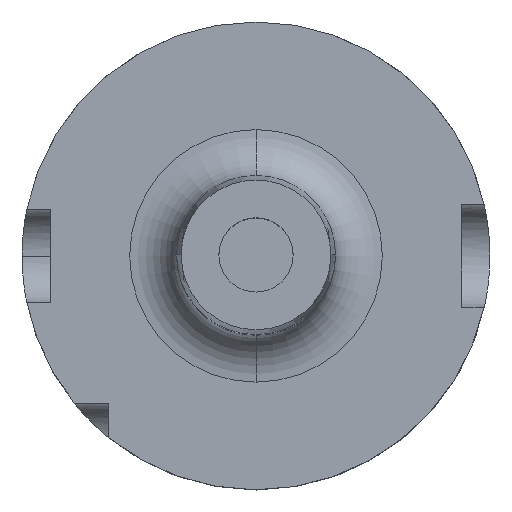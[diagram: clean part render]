
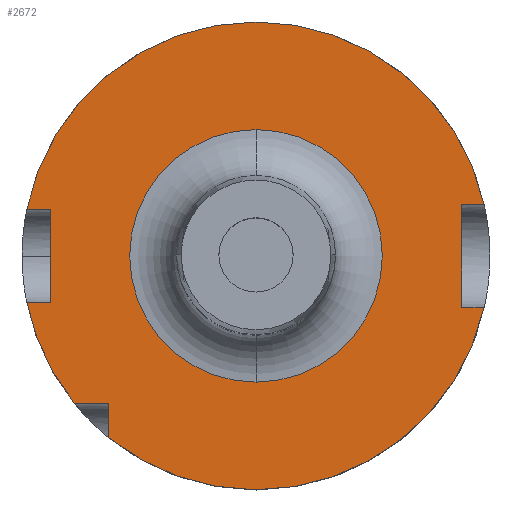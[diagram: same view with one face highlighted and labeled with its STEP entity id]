
A CAD part, top view. The second image highlights one B-rep face of the part: STEP entity #2672.
In plain terms, the highlighted planar face has unit normal (0, 0, 1).
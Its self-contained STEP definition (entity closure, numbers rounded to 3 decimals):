
#31 = CARTESIAN_POINT ( 'NONE',  ( 0., 0., 29. ) ) ;
#50 = CARTESIAN_POINT ( 'NONE',  ( 44., -11., 29. ) ) ;
#60 = DIRECTION ( 'NONE',  ( 0., 0., -1. ) ) ;
#84 = DIRECTION ( 'NONE',  ( 0., 0., -1. ) ) ;
#95 = VECTOR ( 'NONE', #1112, 1000. ) ;
#100 = EDGE_CURVE ( 'NONE', #2518, #356, #1245, .T. ) ;
#102 = DIRECTION ( 'NONE',  ( 1., 0., 0. ) ) ;
#115 = DIRECTION ( 'NONE',  ( 0., 0., -1. ) ) ;
#156 = VERTEX_POINT ( 'NONE', #1393 ) ;
#161 = VECTOR ( 'NONE', #102, 1000. ) ;
#233 = PLANE ( 'NONE',  #2315 ) ;
#245 = VERTEX_POINT ( 'NONE', #50 ) ;
#259 = DIRECTION ( 'NONE',  ( 0., -1., 0. ) ) ;
#273 = EDGE_CURVE ( 'NONE', #285, #245, #414, .T. ) ;
#285 = VERTEX_POINT ( 'NONE', #771 ) ;
#293 = EDGE_CURVE ( 'NONE', #323, #2369, #2626, .T. ) ;
#323 = VERTEX_POINT ( 'NONE', #538 ) ;
#343 = AXIS2_PLACEMENT_3D ( 'NONE', #1953, #655, #2157 ) ;
#345 = DIRECTION ( 'NONE',  ( 0., -1., 0. ) ) ;
#356 = VERTEX_POINT ( 'NONE', #2294 ) ;
#366 = DIRECTION ( 'NONE',  ( 0., 1., 0. ) ) ;
#414 = LINE ( 'NONE', #1846, #2565 ) ;
#444 = CARTESIAN_POINT ( 'NONE',  ( 0., -11., 29. ) ) ;
#453 = DIRECTION ( 'NONE',  ( 0., -1., 0. ) ) ;
#496 = CARTESIAN_POINT ( 'NONE',  ( 0., 0., 29. ) ) ;
#503 = ORIENTED_EDGE ( 'NONE', *, *, #1064, .F. ) ;
#536 = CIRCLE ( 'NONE', #2037, 50. ) ;
#538 = CARTESIAN_POINT ( 'NONE',  ( -44., 10., 29. ) ) ;
#546 = VECTOR ( 'NONE', #1723, 1000. ) ;
#597 = EDGE_LOOP ( 'NONE', ( #1921, #503, #1320, #1460, #1665, #2364, #1360, #1255, #1055, #1835, #1131, #599 ) ) ;
#599 = ORIENTED_EDGE ( 'NONE', *, *, #2038, .F. ) ;
#601 = CARTESIAN_POINT ( 'NONE',  ( -38.83, -31.5, 29. ) ) ;
#652 = EDGE_CURVE ( 'NONE', #1294, #1476, #2085, .T. ) ;
#655 = DIRECTION ( 'NONE',  ( 0., 0., -1. ) ) ;
#661 = VERTEX_POINT ( 'NONE', #601 ) ;
#670 = LINE ( 'NONE', #2186, #95 ) ;
#760 = CARTESIAN_POINT ( 'NONE',  ( -44., -10., 29. ) ) ;
#768 = VECTOR ( 'NONE', #366, 1000. ) ;
#771 = CARTESIAN_POINT ( 'NONE',  ( 44., 11., 29. ) ) ;
#792 = EDGE_CURVE ( 'NONE', #323, #2518, #670, .T. ) ;
#846 = AXIS2_PLACEMENT_3D ( 'NONE', #31, #1544, #259 ) ;
#850 = CARTESIAN_POINT ( 'NONE',  ( 0., -31.5, 29. ) ) ;
#875 = CARTESIAN_POINT ( 'NONE',  ( -31.5, -38.83, 29. ) ) ;
#878 = EDGE_CURVE ( 'NONE', #982, #1288, #536, .T. ) ;
#880 = CARTESIAN_POINT ( 'NONE',  ( 0., 27., 29. ) ) ;
#903 = CARTESIAN_POINT ( 'NONE',  ( 0., -27., 29. ) ) ;
#982 = VERTEX_POINT ( 'NONE', #2686 ) ;
#1055 = ORIENTED_EDGE ( 'NONE', *, *, #792, .F. ) ;
#1062 = DIRECTION ( 'NONE',  ( -1., 0., 0. ) ) ;
#1064 = EDGE_CURVE ( 'NONE', #1288, #2812, #1931, .T. ) ;
#1070 = CIRCLE ( 'NONE', #1135, 50. ) ;
#1071 = CIRCLE ( 'NONE', #343, 27. ) ;
#1100 = ORIENTED_EDGE ( 'NONE', *, *, #1210, .T. ) ;
#1112 = DIRECTION ( 'NONE',  ( -1., 0., 0. ) ) ;
#1131 = ORIENTED_EDGE ( 'NONE', *, *, #1585, .F. ) ;
#1135 = AXIS2_PLACEMENT_3D ( 'NONE', #1409, #115, #1624 ) ;
#1210 = EDGE_CURVE ( 'NONE', #1476, #1294, #1071, .T. ) ;
#1245 = CIRCLE ( 'NONE', #2101, 50. ) ;
#1254 = CARTESIAN_POINT ( 'NONE',  ( -44., -10., 29. ) ) ;
#1255 = ORIENTED_EDGE ( 'NONE', *, *, #100, .F. ) ;
#1274 = CIRCLE ( 'NONE', #2788, 50. ) ;
#1288 = VERTEX_POINT ( 'NONE', #875 ) ;
#1294 = VERTEX_POINT ( 'NONE', #880 ) ;
#1320 = ORIENTED_EDGE ( 'NONE', *, *, #878, .F. ) ;
#1349 = CARTESIAN_POINT ( 'NONE',  ( 0., 0., 29. ) ) ;
#1360 = ORIENTED_EDGE ( 'NONE', *, *, #1991, .F. ) ;
#1381 = CARTESIAN_POINT ( 'NONE',  ( 0., 0., 29. ) ) ;
#1393 = CARTESIAN_POINT ( 'NONE',  ( 48.775, 11., 29. ) ) ;
#1395 = CARTESIAN_POINT ( 'NONE',  ( 0., -10., 29. ) ) ;
#1409 = CARTESIAN_POINT ( 'NONE',  ( 0., 0., 29. ) ) ;
#1414 = DIRECTION ( 'NONE',  ( 0., -1., 0. ) ) ;
#1460 = ORIENTED_EDGE ( 'NONE', *, *, #2660, .T. ) ;
#1476 = VERTEX_POINT ( 'NONE', #903 ) ;
#1544 = DIRECTION ( 'NONE',  ( 0., 0., -1. ) ) ;
#1565 = DIRECTION ( 'NONE',  ( 0., 1., 0. ) ) ;
#1585 = EDGE_CURVE ( 'NONE', #1622, #2369, #1895, .T. ) ;
#1588 = DIRECTION ( 'NONE',  ( 0., 0., -1. ) ) ;
#1599 = DIRECTION ( 'NONE',  ( 0., 1., 0. ) ) ;
#1611 = CARTESIAN_POINT ( 'NONE',  ( -48.99, -10., 29. ) ) ;
#1622 = VERTEX_POINT ( 'NONE', #1611 ) ;
#1624 = DIRECTION ( 'NONE',  ( 0., 1., 0. ) ) ;
#1625 = LINE ( 'NONE', #444, #546 ) ;
#1665 = ORIENTED_EDGE ( 'NONE', *, *, #273, .F. ) ;
#1691 = FACE_OUTER_BOUND ( 'NONE', #597, .T. ) ;
#1723 = DIRECTION ( 'NONE',  ( -1., 0., 0. ) ) ;
#1733 = DIRECTION ( 'NONE',  ( 0., 0., 1. ) ) ;
#1835 = ORIENTED_EDGE ( 'NONE', *, *, #293, .T. ) ;
#1846 = CARTESIAN_POINT ( 'NONE',  ( 44., -11., 29. ) ) ;
#1850 = ORIENTED_EDGE ( 'NONE', *, *, #652, .T. ) ;
#1871 = CARTESIAN_POINT ( 'NONE',  ( -31.5, 0., 29. ) ) ;
#1895 = LINE ( 'NONE', #1395, #161 ) ;
#1921 = ORIENTED_EDGE ( 'NONE', *, *, #2418, .F. ) ;
#1931 = LINE ( 'NONE', #1871, #768 ) ;
#1953 = CARTESIAN_POINT ( 'NONE',  ( 0., 0., 29. ) ) ;
#1991 = EDGE_CURVE ( 'NONE', #356, #156, #1274, .T. ) ;
#2037 = AXIS2_PLACEMENT_3D ( 'NONE', #1349, #60, #1565 ) ;
#2038 = EDGE_CURVE ( 'NONE', #661, #1622, #1070, .T. ) ;
#2046 = VECTOR ( 'NONE', #1062, 1000. ) ;
#2085 = CIRCLE ( 'NONE', #846, 27. ) ;
#2101 = AXIS2_PLACEMENT_3D ( 'NONE', #496, #1588, #2632 ) ;
#2127 = CARTESIAN_POINT ( 'NONE',  ( 0., 11., 29. ) ) ;
#2153 = CARTESIAN_POINT ( 'NONE',  ( 0., 0., 29. ) ) ;
#2157 = DIRECTION ( 'NONE',  ( 0., -1., 0. ) ) ;
#2186 = CARTESIAN_POINT ( 'NONE',  ( 0., 10., 29. ) ) ;
#2285 = EDGE_CURVE ( 'NONE', #285, #156, #2376, .T. ) ;
#2294 = CARTESIAN_POINT ( 'NONE',  ( 0., 50., 29. ) ) ;
#2315 = AXIS2_PLACEMENT_3D ( 'NONE', #2153, #1733, #453 ) ;
#2364 = ORIENTED_EDGE ( 'NONE', *, *, #2285, .T. ) ;
#2369 = VERTEX_POINT ( 'NONE', #1254 ) ;
#2376 = LINE ( 'NONE', #2127, #2766 ) ;
#2418 = EDGE_CURVE ( 'NONE', #2812, #661, #2555, .T. ) ;
#2489 = VECTOR ( 'NONE', #1414, 1000. ) ;
#2516 = CARTESIAN_POINT ( 'NONE',  ( -48.99, 10., 29. ) ) ;
#2518 = VERTEX_POINT ( 'NONE', #2516 ) ;
#2555 = LINE ( 'NONE', #850, #2046 ) ;
#2565 = VECTOR ( 'NONE', #345, 1000. ) ;
#2626 = LINE ( 'NONE', #760, #2489 ) ;
#2632 = DIRECTION ( 'NONE',  ( 0., 1., 0. ) ) ;
#2650 = CARTESIAN_POINT ( 'NONE',  ( -31.5, -31.5, 29. ) ) ;
#2660 = EDGE_CURVE ( 'NONE', #982, #245, #1625, .T. ) ;
#2672 = ADVANCED_FACE ( 'NONE', ( #2708, #1691 ), #233, .T. ) ;
#2686 = CARTESIAN_POINT ( 'NONE',  ( 48.775, -11., 29. ) ) ;
#2708 = FACE_BOUND ( 'NONE', #2757, .T. ) ;
#2757 = EDGE_LOOP ( 'NONE', ( #1100, #1850 ) ) ;
#2766 = VECTOR ( 'NONE', #2789, 1000. ) ;
#2788 = AXIS2_PLACEMENT_3D ( 'NONE', #1381, #84, #1599 ) ;
#2789 = DIRECTION ( 'NONE',  ( 1., 0., 0. ) ) ;
#2812 = VERTEX_POINT ( 'NONE', #2650 ) ;
